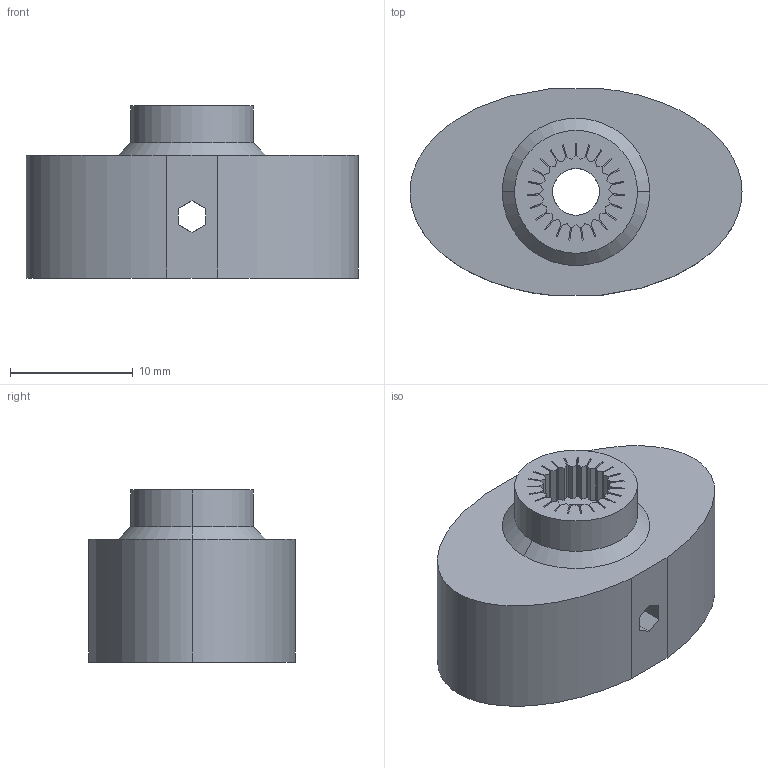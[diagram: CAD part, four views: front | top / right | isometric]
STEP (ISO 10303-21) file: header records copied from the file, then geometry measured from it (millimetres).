
FILE_DESCRIPTION (( 'STEP AP214' ), '1' );
FILE_NAME ('arm_horn.STEP', '2024-12-13T08:27:23', ( '' ), ( '' ), 'SwSTEP 2.0', 'SolidWorks 2024', '' );
FILE_SCHEMA (( 'AUTOMOTIVE_DESIGN' ));
Length unit declared in the file: millimetre
Products named in the file (1): arm_horn
Bounding box: 27 x 16.8 x 14 mm (x, y, z)
Volume: 3570.8 mm3; surface area: 1964.5 mm2
Topology: 1 solids, 1 shells, 146 faces, 430 edges, 286 vertices
Faces by surface type: plane 135, cylinder 6, bspline 3, cone 2
Entity records: 4820 total; most frequent: CARTESIAN_POINT 938, ORIENTED_EDGE 860, DIRECTION 718, EDGE_CURVE 430, VECTOR 394, LINE 394, VERTEX_POINT 286, AXIS2_PLACEMENT_3D 162
